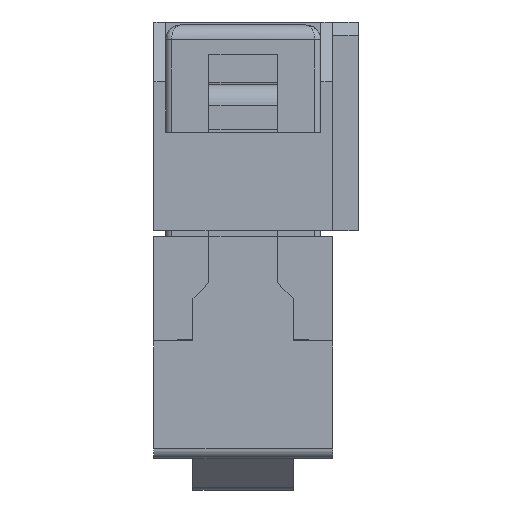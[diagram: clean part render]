
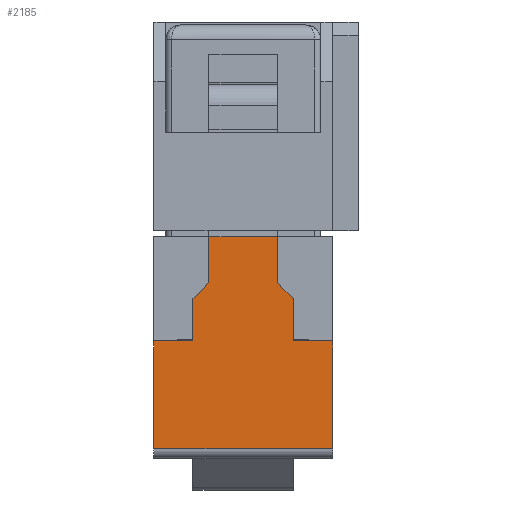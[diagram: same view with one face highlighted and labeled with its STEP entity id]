
A CAD part, left-side view. The second image highlights one B-rep face of the part: STEP entity #2185.
In plain terms, the highlighted planar face has unit normal (-1, 0, 0).
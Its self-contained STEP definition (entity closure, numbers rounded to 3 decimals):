
#2185 = ADVANCED_FACE( '', ( #4373 ), #4374, .T. );
#4373 = FACE_OUTER_BOUND( '', #6863, .T. );
#4374 = PLANE( '', #6864 );
#6863 = EDGE_LOOP( '', ( #13154, #13155, #13156, #13157, #13158, #13159, #13160, #13161, #13162, #13163, #13164, #13165 ) );
#6864 = AXIS2_PLACEMENT_3D( '', #13166, #13167, #13168 );
#13154 = ORIENTED_EDGE( '', *, *, #16633, .T. );
#13155 = ORIENTED_EDGE( '', *, *, #15254, .T. );
#13156 = ORIENTED_EDGE( '', *, *, #15257, .T. );
#13157 = ORIENTED_EDGE( '', *, *, #15466, .T. );
#13158 = ORIENTED_EDGE( '', *, *, #16162, .T. );
#13159 = ORIENTED_EDGE( '', *, *, #16165, .F. );
#13160 = ORIENTED_EDGE( '', *, *, #16064, .T. );
#13161 = ORIENTED_EDGE( '', *, *, #15462, .T. );
#13162 = ORIENTED_EDGE( '', *, *, #14557, .T. );
#13163 = ORIENTED_EDGE( '', *, *, #16502, .T. );
#13164 = ORIENTED_EDGE( '', *, *, #16295, .T. );
#13165 = ORIENTED_EDGE( '', *, *, #14513, .F. );
#13166 = CARTESIAN_POINT( '', ( -15.04, -3., 0. ) );
#13167 = DIRECTION( '', ( -1., 0., 0. ) );
#13168 = DIRECTION( '', ( 0., 0., 1. ) );
#14513 = EDGE_CURVE( '', #17385, #17386, #17387, .T. );
#14557 = EDGE_CURVE( '', #17463, #17461, #17464, .T. );
#15254 = EDGE_CURVE( '', #18662, #18660, #18663, .F. );
#15257 = EDGE_CURVE( '', #18660, #18666, #18667, .T. );
#15462 = EDGE_CURVE( '', #18980, #17463, #18981, .T. );
#15466 = EDGE_CURVE( '', #18666, #18986, #18988, .T. );
#16064 = EDGE_CURVE( '', #19883, #18980, #19884, .T. );
#16162 = EDGE_CURVE( '', #18986, #20011, #20013, .T. );
#16165 = EDGE_CURVE( '', #19883, #20011, #20016, .T. );
#16295 = EDGE_CURVE( '', #20191, #17386, #20192, .T. );
#16502 = EDGE_CURVE( '', #17461, #20191, #20446, .F. );
#16633 = EDGE_CURVE( '', #17385, #18662, #20591, .T. );
#17385 = VERTEX_POINT( '', #21646 );
#17386 = VERTEX_POINT( '', #21647 );
#17387 = LINE( '', #21648, #21649 );
#17461 = VERTEX_POINT( '', #21753 );
#17463 = VERTEX_POINT( '', #21756 );
#17464 = LINE( '', #21757, #21758 );
#18660 = VERTEX_POINT( '', #23524 );
#18662 = VERTEX_POINT( '', #23527 );
#18663 = LINE( '', #23528, #23529 );
#18666 = VERTEX_POINT( '', #23533 );
#18667 = LINE( '', #23534, #23535 );
#18980 = VERTEX_POINT( '', #23999 );
#18981 = LINE( '', #24000, #24001 );
#18986 = VERTEX_POINT( '', #24008 );
#18988 = LINE( '', #24011, #24012 );
#19883 = VERTEX_POINT( '', #25400 );
#19884 = LINE( '', #25401, #25402 );
#20011 = VERTEX_POINT( '', #25587 );
#20013 = LINE( '', #25589, #25590 );
#20016 = LINE( '', #25593, #25594 );
#20191 = VERTEX_POINT( '', #25856 );
#20192 = LINE( '', #25857, #25858 );
#20446 = LINE( '', #26289, #26290 );
#20591 = LINE( '', #26503, #26504 );
#21646 = CARTESIAN_POINT( '', ( -15.04, 1.15, 7.05 ) );
#21647 = CARTESIAN_POINT( '', ( -15.04, -1.15, 7.05 ) );
#21648 = CARTESIAN_POINT( '', ( -15.04, 1.15, 7.05 ) );
#21649 = VECTOR( '', #27276, 1000. );
#21753 = CARTESIAN_POINT( '', ( -15.04, -1.685, 4.965 ) );
#21756 = CARTESIAN_POINT( '', ( -15.04, -1.685, 3.55 ) );
#21757 = CARTESIAN_POINT( '', ( -15.04, -1.685, 3.55 ) );
#21758 = VECTOR( '', #27320, 1000. );
#23524 = CARTESIAN_POINT( '', ( -15.04, 1.685, 4.965 ) );
#23527 = CARTESIAN_POINT( '', ( -15.04, 1.15, 5.5 ) );
#23528 = CARTESIAN_POINT( '', ( -15.04, 1.825, 4.825 ) );
#23529 = VECTOR( '', #28005, 1000. );
#23533 = CARTESIAN_POINT( '', ( -15.04, 1.685, 3.55 ) );
#23534 = CARTESIAN_POINT( '', ( -15.04, 1.685, 5.5 ) );
#23535 = VECTOR( '', #28007, 1000. );
#23999 = CARTESIAN_POINT( '', ( -15.04, -3., 3.55 ) );
#24000 = CARTESIAN_POINT( '', ( -15.04, -3., 3.55 ) );
#24001 = VECTOR( '', #28220, 1000. );
#24008 = CARTESIAN_POINT( '', ( -15.04, 3., 3.55 ) );
#24011 = CARTESIAN_POINT( '', ( -15.04, -3., 3.55 ) );
#24012 = VECTOR( '', #28224, 1000. );
#25400 = CARTESIAN_POINT( '', ( -15.04, -3., -0.07 ) );
#25401 = CARTESIAN_POINT( '', ( -15.04, -3., 0. ) );
#25402 = VECTOR( '', #28760, 1000. );
#25587 = CARTESIAN_POINT( '', ( -15.04, 3., -0.07 ) );
#25589 = CARTESIAN_POINT( '', ( -15.04, 3., 3.55 ) );
#25590 = VECTOR( '', #28861, 1000. );
#25593 = CARTESIAN_POINT( '', ( -15.04, -3., -0.07 ) );
#25594 = VECTOR( '', #28862, 1000. );
#25856 = CARTESIAN_POINT( '', ( -15.04, -1.15, 5.5 ) );
#25857 = CARTESIAN_POINT( '', ( -15.04, -1.15, 5.5 ) );
#25858 = VECTOR( '', #28971, 1000. );
#26289 = CARTESIAN_POINT( '', ( -15.04, -4.825, 1.825 ) );
#26290 = VECTOR( '', #29142, 1000. );
#26503 = CARTESIAN_POINT( '', ( -15.04, 1.15, 6.95 ) );
#26504 = VECTOR( '', #29238, 1000. );
#27276 = DIRECTION( '', ( 0., -1., 0. ) );
#27320 = DIRECTION( '', ( 0., 0., 1. ) );
#28005 = DIRECTION( '', ( 0., -0.707, 0.707 ) );
#28007 = DIRECTION( '', ( 0., 0., -1. ) );
#28220 = DIRECTION( '', ( 0., 1., 0. ) );
#28224 = DIRECTION( '', ( 0., 1., 0. ) );
#28760 = DIRECTION( '', ( 0., 0., 1. ) );
#28861 = DIRECTION( '', ( 0., 0., -1. ) );
#28862 = DIRECTION( '', ( 0., 1., 0. ) );
#28971 = DIRECTION( '', ( 0., 0., 1. ) );
#29142 = DIRECTION( '', ( 0., -0.707, -0.707 ) );
#29238 = DIRECTION( '', ( 0., 0., -1. ) );
